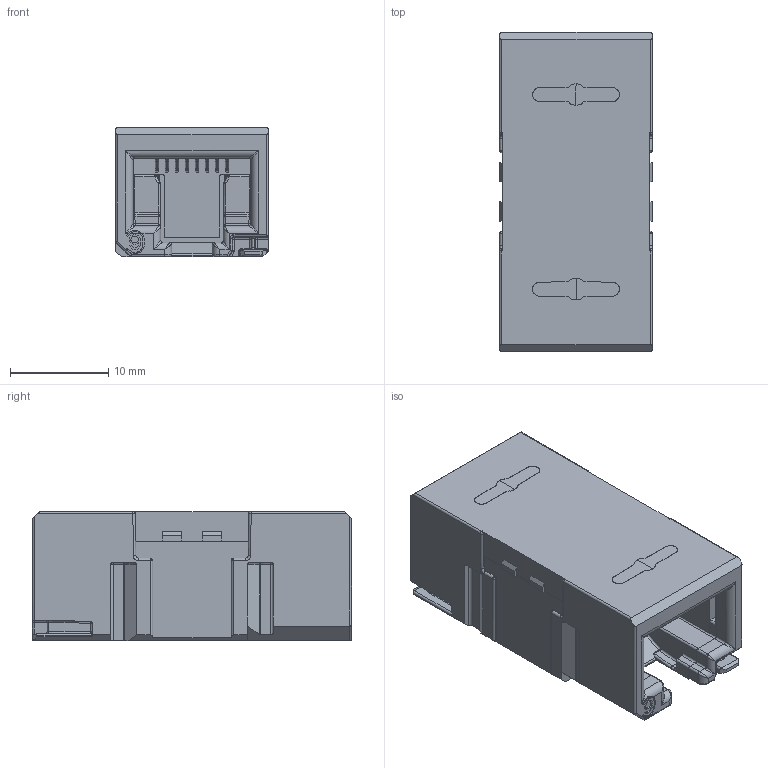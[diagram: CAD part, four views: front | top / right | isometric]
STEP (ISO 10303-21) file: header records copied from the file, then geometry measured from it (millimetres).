
FILE_DESCRIPTION (( 'STEP AP214' ), '1' );
FILE_NAME ('J80029A0010H50.STEP', '2010-09-23T13:09:10', ( 'ew_administrator' ), ( '' ), 'SwSTEP 2.0', 'SolidWorks 2010', '' );
FILE_SCHEMA (( 'AUTOMOTIVE_DESIGN' ));
Length unit declared in the file: millimetre
Products named in the file (1): J80029A0010H50
Bounding box: 15.55 x 32.46 x 13.19 mm (x, y, z)
Volume: 3756.9 mm3; surface area: 3855 mm2
Topology: 1 solids, 3 shells, 1738 faces, 4480 edges, 2649 vertices
Faces by surface type: plane 785, cylinder 490, bspline 447, torus 16
Entity records: 88305 total; most frequent: CARTESIAN_POINT 33833, ORIENTED_EDGE 8742, DIRECTION 5734, EDGE_CURVE 4371, VERTEX_POINT 2649, LINE 2362, VECTOR 2362, EDGE_LOOP 1768
